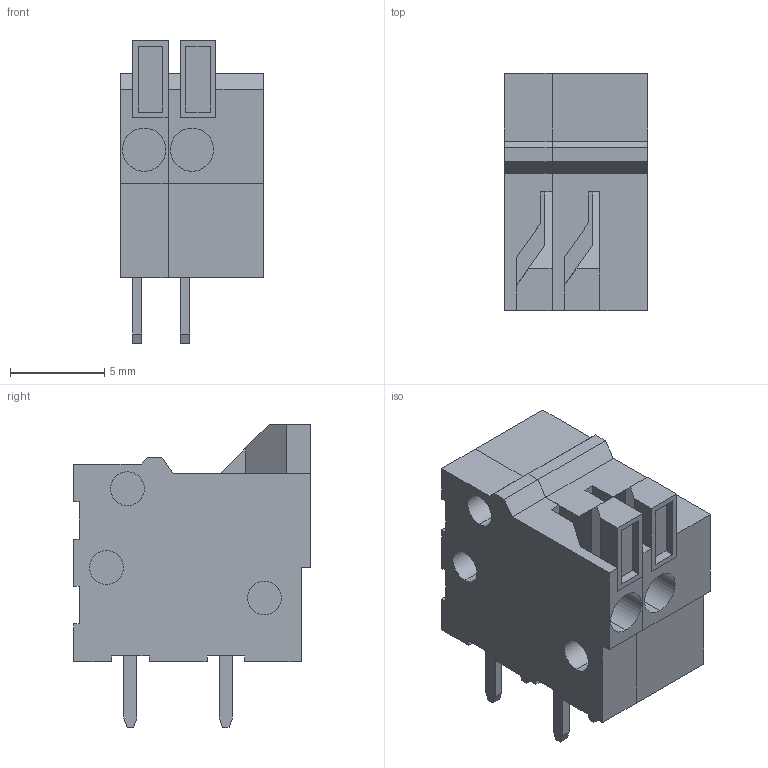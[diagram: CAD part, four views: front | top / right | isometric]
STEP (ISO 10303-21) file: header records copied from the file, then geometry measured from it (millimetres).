
FILE_DESCRIPTION (( 'STEP AP214' ), '1' );
FILE_NAME ('CONN-TH_2P-P2.54_DIBO_DB141R-2.54-2P.step', '2022-07-29T15:57:45', ( '' ), ( '' ), 'SwSTEP 2.0', 'SolidWorks 2020', '' );
FILE_SCHEMA (( 'AUTOMOTIVE_DESIGN' ));
Length unit declared in the file: millimetre
Products named in the file (1): CONN-TH_2P-P2.54_DIBO_DB141R-2.54-2P
Bounding box: 7.62 x 12.6 x 16.1 mm (x, y, z)
Volume: 896.3 mm3; surface area: 1212.5 mm2
Topology: 17 solids, 17 shells, 452 faces, 1185 edges, 790 vertices
Faces by surface type: plane 324, bspline 112, cylinder 16
Entity records: 19815 total; most frequent: CARTESIAN_POINT 4317, ORIENTED_EDGE 2370, DIRECTION 1628, EDGE_CURVE 1185, LINE 882, VECTOR 882, VERTEX_POINT 790, EDGE_LOOP 487
